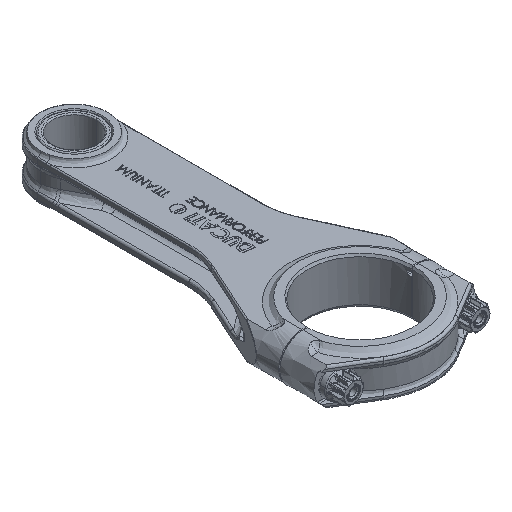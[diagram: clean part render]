
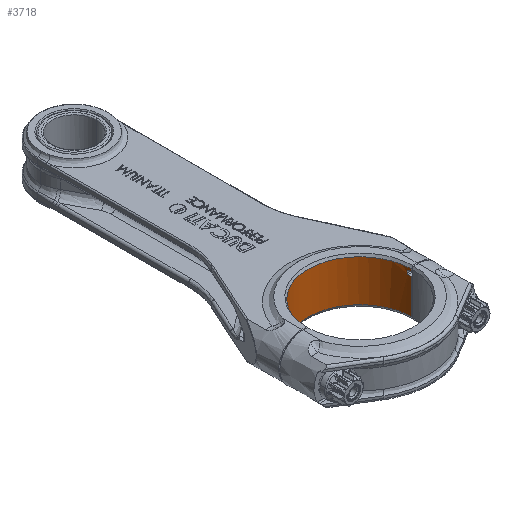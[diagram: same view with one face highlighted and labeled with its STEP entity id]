
A CAD part, isometric view. The second image highlights one B-rep face of the part: STEP entity #3718.
In plain terms, the highlighted free-form (B-spline) face has degree [2, 1] with [5, 2] control points.
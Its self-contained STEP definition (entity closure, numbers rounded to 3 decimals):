
#778 = VERTEX_POINT('',#779);
#779 = CARTESIAN_POINT('',(32.472,-178.603,
    11.429));
#792 = VERTEX_POINT('',#793);
#793 = CARTESIAN_POINT('',(32.472,-178.603,
    12.989));
#800 = EDGE_CURVE('',#778,#792,#801,.T.);
#801 = B_SPLINE_CURVE_WITH_KNOTS('',1,(#802,#803),.UNSPECIFIED.,.F.,.F.,
  (2,2),(-0.081,1.),.PIECEWISE_BEZIER_KNOTS.);
#802 = CARTESIAN_POINT('',(32.472,-178.603,
    11.429));
#803 = CARTESIAN_POINT('',(32.472,-178.603,
    12.989));
#3718 = ADVANCED_FACE('',(#3719),#3799,.F.);
#3719 = FACE_BOUND('',#3720,.F.);
#3720 = EDGE_LOOP('',(#3721,#3734,#3741,#3752,#3760,#3767,#3777,#3784,
    #3792,#3793));
#3721 = ORIENTED_EDGE('',*,*,#3722,.F.);
#3722 = EDGE_CURVE('',#3723,#3725,#3727,.T.);
#3723 = VERTEX_POINT('',#3724);
#3724 = CARTESIAN_POINT('',(32.345,-176.079,
    10.707));
#3725 = VERTEX_POINT('',#3726);
#3726 = CARTESIAN_POINT('',(32.401,-176.8,
    11.429));
#3727 = B_SPLINE_CURVE_WITH_KNOTS('',3,(#3728,#3729,#3730,#3731,#3732,
    #3733),.UNSPECIFIED.,.F.,.F.,(4,2,4),(0.,0.,
    0.001),.UNSPECIFIED.);
#3728 = CARTESIAN_POINT('',(32.345,-176.079,
    10.707));
#3729 = CARTESIAN_POINT('',(32.345,-176.079,
    10.898));
#3730 = CARTESIAN_POINT('',(32.352,-176.157,
    11.085));
#3731 = CARTESIAN_POINT('',(32.374,-176.423,
    11.351));
#3732 = CARTESIAN_POINT('',(32.389,-176.61,
    11.429));
#3733 = CARTESIAN_POINT('',(32.401,-176.8,
    11.429));
#3734 = ORIENTED_EDGE('',*,*,#3735,.T.);
#3735 = EDGE_CURVE('',#3723,#3736,#3738,.T.);
#3736 = VERTEX_POINT('',#3737);
#3737 = CARTESIAN_POINT('',(32.345,-176.079,
    9.693));
#3738 = B_SPLINE_CURVE_WITH_KNOTS('',1,(#3739,#3740),.UNSPECIFIED.,.F.,
  .F.,(2,2),(0.581,1.284),.PIECEWISE_BEZIER_KNOTS.);
#3739 = CARTESIAN_POINT('',(32.345,-176.079,
    10.707));
#3740 = CARTESIAN_POINT('',(32.345,-176.079,
    9.693));
#3741 = ORIENTED_EDGE('',*,*,#3742,.F.);
#3742 = EDGE_CURVE('',#3743,#3736,#3745,.T.);
#3743 = VERTEX_POINT('',#3744);
#3744 = CARTESIAN_POINT('',(32.401,-176.8,
    8.971));
#3745 = B_SPLINE_CURVE_WITH_KNOTS('',3,(#3746,#3747,#3748,#3749,#3750,
    #3751),.UNSPECIFIED.,.F.,.F.,(4,2,4),(0.,0.,
    0.001),.UNSPECIFIED.);
#3746 = CARTESIAN_POINT('',(32.401,-176.8,
    8.971));
#3747 = CARTESIAN_POINT('',(32.389,-176.61,
    8.971));
#3748 = CARTESIAN_POINT('',(32.374,-176.424,
    9.049));
#3749 = CARTESIAN_POINT('',(32.352,-176.157,9.315
    ));
#3750 = CARTESIAN_POINT('',(32.345,-176.079,
    9.502));
#3751 = CARTESIAN_POINT('',(32.345,-176.079,
    9.693));
#3752 = ORIENTED_EDGE('',*,*,#3753,.T.);
#3753 = EDGE_CURVE('',#3743,#3754,#3756,.T.);
#3754 = VERTEX_POINT('',#3755);
#3755 = CARTESIAN_POINT('',(32.472,-178.603,
    8.971));
#3756 = ( BOUNDED_CURVE() B_SPLINE_CURVE(2,(#3757,#3758,#3759),
.UNSPECIFIED.,.F.,.F.) B_SPLINE_CURVE_WITH_KNOTS((3,3),(3.075,
3.13),.PIECEWISE_BEZIER_KNOTS.) CURVE() 
GEOMETRIC_REPRESENTATION_ITEM() RATIONAL_B_SPLINE_CURVE((1.,
1.,1.)) REPRESENTATION_ITEM('') );
#3757 = CARTESIAN_POINT('',(32.401,-176.8,
    8.971));
#3758 = CARTESIAN_POINT('',(32.461,-177.7,
    8.971));
#3759 = CARTESIAN_POINT('',(32.472,-178.603,
    8.971));
#3760 = ORIENTED_EDGE('',*,*,#3761,.F.);
#3761 = EDGE_CURVE('',#3762,#3754,#3764,.T.);
#3762 = VERTEX_POINT('',#3763);
#3763 = CARTESIAN_POINT('',(32.472,-178.603,
    -12.989));
#3764 = B_SPLINE_CURVE_WITH_KNOTS('',1,(#3765,#3766),.UNSPECIFIED.,.F.,
  .F.,(2,2),(-17.,-1.784),.PIECEWISE_BEZIER_KNOTS.);
#3765 = CARTESIAN_POINT('',(32.472,-178.603,
    -12.989));
#3766 = CARTESIAN_POINT('',(32.472,-178.603,
    8.971));
#3767 = ORIENTED_EDGE('',*,*,#3768,.F.);
#3768 = EDGE_CURVE('',#3769,#3762,#3771,.T.);
#3769 = VERTEX_POINT('',#3770);
#3770 = CARTESIAN_POINT('',(-32.472,-178.603,
    -12.989));
#3771 = ( BOUNDED_CURVE() B_SPLINE_CURVE(2,(#3772,#3773,#3774,#3775,
#3776),.UNSPECIFIED.,.F.,.F.) B_SPLINE_CURVE_WITH_KNOTS((3,2,3),(
    3.153,4.712,6.272),
.PIECEWISE_BEZIER_KNOTS.) CURVE() GEOMETRIC_REPRESENTATION_ITEM() 
RATIONAL_B_SPLINE_CURVE((1.,0.711,1.,0.711,1.)) 
REPRESENTATION_ITEM('') );
#3772 = CARTESIAN_POINT('',(-32.472,-178.603,
    -12.989));
#3773 = CARTESIAN_POINT('',(-32.113,-146.492,
    -12.989));
#3774 = CARTESIAN_POINT('',(0.,-146.492,
    -12.989));
#3775 = CARTESIAN_POINT('',(32.113,-146.492,
    -12.989));
#3776 = CARTESIAN_POINT('',(32.472,-178.603,
    -12.989));
#3777 = ORIENTED_EDGE('',*,*,#3778,.F.);
#3778 = EDGE_CURVE('',#3779,#3769,#3781,.T.);
#3779 = VERTEX_POINT('',#3780);
#3780 = CARTESIAN_POINT('',(-32.472,-178.603,
    12.989));
#3781 = B_SPLINE_CURVE_WITH_KNOTS('',1,(#3782,#3783),.UNSPECIFIED.,.F.,
  .F.,(2,2),(-1.,17.),.PIECEWISE_BEZIER_KNOTS.);
#3782 = CARTESIAN_POINT('',(-32.472,-178.603,
    12.989));
#3783 = CARTESIAN_POINT('',(-32.472,-178.603,
    -12.989));
#3784 = ORIENTED_EDGE('',*,*,#3785,.F.);
#3785 = EDGE_CURVE('',#792,#3779,#3786,.T.);
#3786 = ( BOUNDED_CURVE() B_SPLINE_CURVE(2,(#3787,#3788,#3789,#3790,
#3791),.UNSPECIFIED.,.F.,.F.) B_SPLINE_CURVE_WITH_KNOTS((3,2,3),(
    0.011,1.571,3.13),
.PIECEWISE_BEZIER_KNOTS.) CURVE() GEOMETRIC_REPRESENTATION_ITEM() 
RATIONAL_B_SPLINE_CURVE((1.,0.711,1.,0.711,1.)) 
REPRESENTATION_ITEM('') );
#3787 = CARTESIAN_POINT('',(32.472,-178.603,
    12.989));
#3788 = CARTESIAN_POINT('',(32.113,-146.492,
    12.989));
#3789 = CARTESIAN_POINT('',(0.,-146.492,
    12.989));
#3790 = CARTESIAN_POINT('',(-32.113,-146.492,
    12.989));
#3791 = CARTESIAN_POINT('',(-32.472,-178.603,
    12.989));
#3792 = ORIENTED_EDGE('',*,*,#800,.F.);
#3793 = ORIENTED_EDGE('',*,*,#3794,.T.);
#3794 = EDGE_CURVE('',#778,#3725,#3795,.T.);
#3795 = ( BOUNDED_CURVE() B_SPLINE_CURVE(2,(#3796,#3797,#3798),
.UNSPECIFIED.,.F.,.F.) B_SPLINE_CURVE_WITH_KNOTS((3,3),(
    0.011,0.067),.PIECEWISE_BEZIER_KNOTS.) 
CURVE() GEOMETRIC_REPRESENTATION_ITEM() RATIONAL_B_SPLINE_CURVE((1.,
1.,1.)) REPRESENTATION_ITEM('') );
#3796 = CARTESIAN_POINT('',(32.472,-178.603,
    11.429));
#3797 = CARTESIAN_POINT('',(32.461,-177.7,
    11.429));
#3798 = CARTESIAN_POINT('',(32.401,-176.8,
    11.429));
#3799 = ( BOUNDED_SURFACE() B_SPLINE_SURFACE(2,1,(
    (#3800,#3801)
    ,(#3802,#3803)
    ,(#3804,#3805)
    ,(#3806,#3807)
    ,(#3808,#3809
)),.UNSPECIFIED.,.F.,.F.,.F.) B_SPLINE_SURFACE_WITH_KNOTS((3,2,3),(2,2),
  (0.011,1.571,3.13),(-1.,17.),
.PIECEWISE_BEZIER_KNOTS.) GEOMETRIC_REPRESENTATION_ITEM() 
RATIONAL_B_SPLINE_SURFACE((
    (1.,1.)
    ,(0.711,0.711)
    ,(1.,1.)
    ,(0.711,0.711)
,(1.,1.))) REPRESENTATION_ITEM('') SURFACE() );
#3800 = CARTESIAN_POINT('',(-32.472,-178.603,
    12.989));
#3801 = CARTESIAN_POINT('',(-32.472,-178.603,
    -12.989));
#3802 = CARTESIAN_POINT('',(-32.113,-146.492,
    12.989));
#3803 = CARTESIAN_POINT('',(-32.113,-146.492,
    -12.989));
#3804 = CARTESIAN_POINT('',(0.,-146.492,
    12.989));
#3805 = CARTESIAN_POINT('',(0.,-146.492,
    -12.989));
#3806 = CARTESIAN_POINT('',(32.113,-146.492,
    12.989));
#3807 = CARTESIAN_POINT('',(32.113,-146.492,
    -12.989));
#3808 = CARTESIAN_POINT('',(32.472,-178.603,
    12.989));
#3809 = CARTESIAN_POINT('',(32.472,-178.603,
    -12.989));
